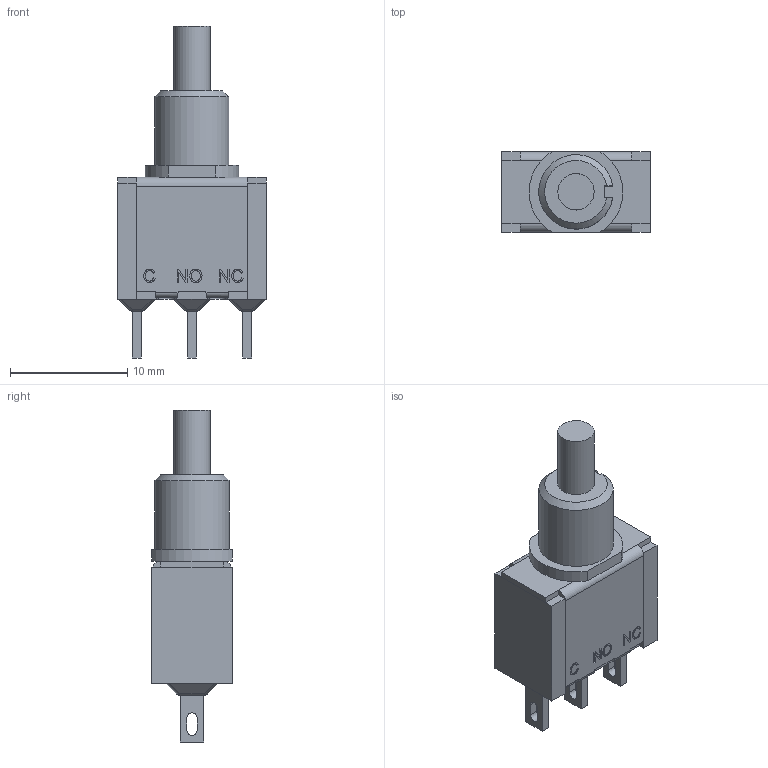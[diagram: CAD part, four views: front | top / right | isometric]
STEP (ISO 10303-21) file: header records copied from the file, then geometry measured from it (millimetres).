
FILE_DESCRIPTION((' '),'2;1');
FILE_NAME('700SP7B10M1xEH.stp','2017-09-01T14:47:31',(' '),(' '),' ','ACIS',' ');
FILE_SCHEMA(('CONFIG_CONTROL_DESIGN'));
Length unit declared in the file: inch
Products named in the file (8): 700SP7B10M1xEH.stp; Body1; Body2; Body3; Body4; Body5; Body6; Body7
Assembly tree (7 placements, depth 2):
  700SP7B10M1xEH.stp
    Body1
    Body2
    Body3
    Body4
    Body5
    Body6
    Body7
Bounding box: 12.7 x 6.9 x 28.34 mm (x, y, z)
Volume: 1212.8 mm3; surface area: 1742.3 mm2
Topology: 7 solids, 7 shells, 260 faces, 647 edges, 414 vertices
Faces by surface type: plane 170, cylinder 53, bspline 24, sphere 12, cone 1
Full cylindrical faces by diameter (mm): 3.1 x2
Entity records: 8921 total; most frequent: CARTESIAN_POINT 1698, ORIENTED_EDGE 1290, DIRECTION 1204, EDGE_CURVE 645, VECTOR 488, LINE 488, VERTEX_POINT 414, AXIS2_PLACEMENT_3D 358
